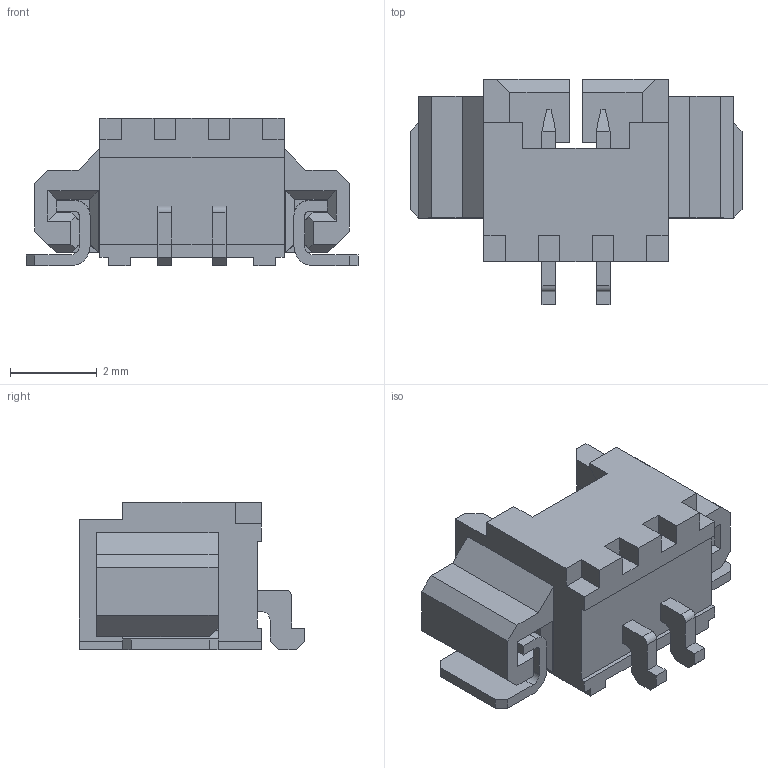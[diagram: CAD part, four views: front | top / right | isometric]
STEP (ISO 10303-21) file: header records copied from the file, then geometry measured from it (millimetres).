
FILE_DESCRIPTION(/* description */ (''),/* implementation_level */ '2;1');
FILE_NAME(/* name */ 'Receptacle - Molex PicoBlade - SMD Right Angle x2 - 532610271 v3.step',/* time_stamp */ '2023-02-09T12:25:21Z',/* author */ (''),/* organization */ (''),/* preprocessor_version */ 'ST-DEVELOPER v19.2',/* originating_system */ 'Autodesk Translation Framework v11.17.0.187',/* authorisation */ '');
FILE_SCHEMA (('AUTOMOTIVE_DESIGN { 1 0 10303 214 3 1 1 }'));
Length unit declared in the file: millimetre
Products named in the file (1): Receptacle - Molex PicoBlade - SMD Right Angle x2 - 532610271
Bounding box: 7.65 x 5.2 x 3.4 mm (x, y, z)
Volume: 47.6 mm3; surface area: 188.9 mm2
Topology: 1 solids, 1 shells, 199 faces, 571 edges, 372 vertices
Faces by surface type: plane 187, cylinder 12
Entity records: 6501 total; most frequent: CARTESIAN_POINT 1143, ORIENTED_EDGE 1142, DIRECTION 997, EDGE_CURVE 571, LINE 545, VECTOR 545, VERTEX_POINT 372, AXIS2_PLACEMENT_3D 226
